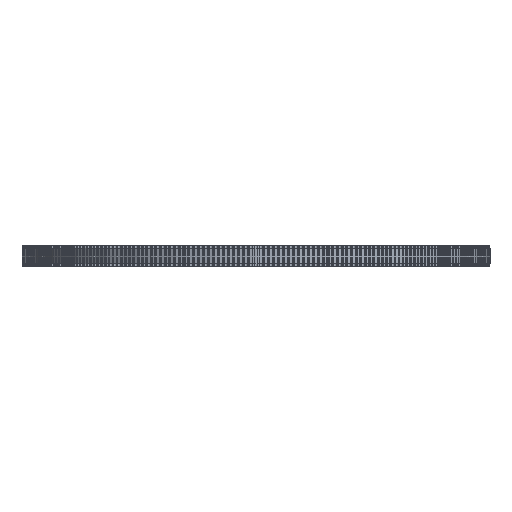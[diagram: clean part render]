
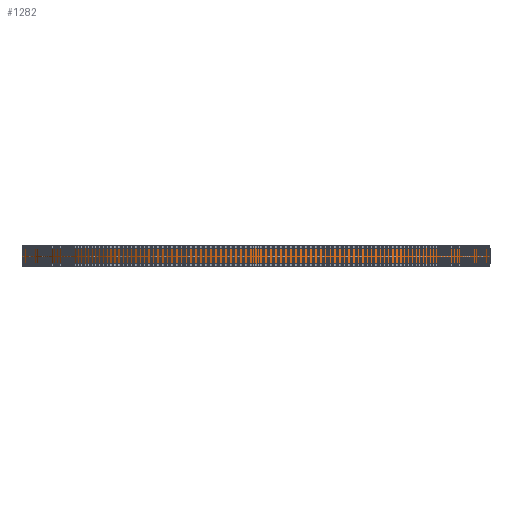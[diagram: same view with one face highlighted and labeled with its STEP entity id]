
A CAD part, left-side view. The second image highlights one B-rep face of the part: STEP entity #1282.
In plain terms, the highlighted cylindrical face has radius 92.31 mm (diameter 184.62 mm), a full revolution.
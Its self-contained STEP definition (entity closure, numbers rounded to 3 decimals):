
#97=FACE_BOUND('',#4768,.T.);
#98=FACE_BOUND('',#4769,.T.);
#1282=ADVANCED_FACE('',(#97,#98),#2443,.T.);
#2443=CYLINDRICAL_SURFACE('',#25663,92.31);
#4768=EDGE_LOOP('',(#14050));
#4769=EDGE_LOOP('',(#14051));
#14050=ORIENTED_EDGE('',*,*,#19854,.T.);
#14051=ORIENTED_EDGE('',*,*,#19855,.T.);
#16372=VERTEX_POINT('',#40760);
#16373=VERTEX_POINT('',#40762);
#19854=EDGE_CURVE('',#16372,#16372,#22176,.T.);
#19855=EDGE_CURVE('',#16373,#16373,#22177,.T.);
#22176=CIRCLE('',#25661,92.31);
#22177=CIRCLE('',#25662,92.31);
#25661=AXIS2_PLACEMENT_3D('',#40759,#33790,#33791);
#25662=AXIS2_PLACEMENT_3D('',#40761,#33792,#33793);
#25663=AXIS2_PLACEMENT_3D('',#40763,#33794,#33795);
#33790=DIRECTION('',(0.,0.,1.));
#33791=DIRECTION('',(1.,0.,0.));
#33792=DIRECTION('',(0.,0.,-1.));
#33793=DIRECTION('',(1.,0.,0.));
#33794=DIRECTION('',(0.,0.,1.));
#33795=DIRECTION('',(1.,0.,0.));
#40759=CARTESIAN_POINT('',(0.,0.,1.));
#40760=CARTESIAN_POINT('',(92.31,0.,1.));
#40761=CARTESIAN_POINT('',(0.,0.,7.));
#40762=CARTESIAN_POINT('',(92.31,0.,7.));
#40763=CARTESIAN_POINT('',(0.,0.,1.));
